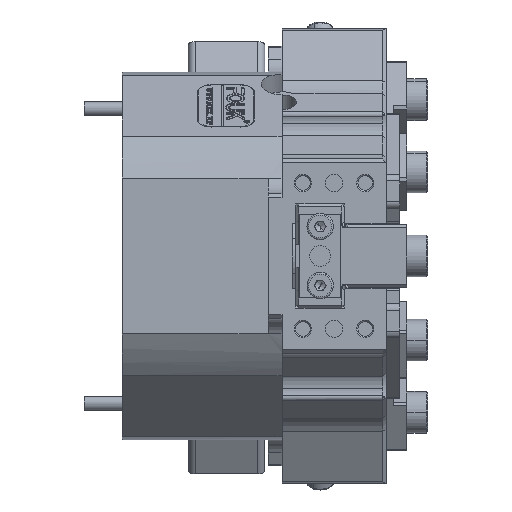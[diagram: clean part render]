
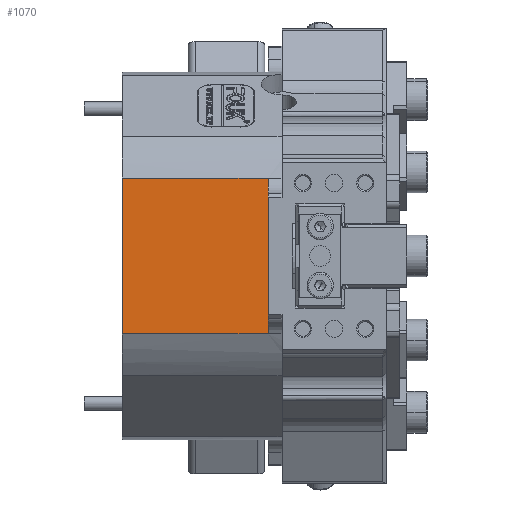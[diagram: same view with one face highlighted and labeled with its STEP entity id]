
A CAD part, left-side view. The second image highlights one B-rep face of the part: STEP entity #1070.
In plain terms, the highlighted planar face has unit normal (-1, 0, 0).
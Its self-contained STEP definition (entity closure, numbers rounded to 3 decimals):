
#1070 = ADVANCED_FACE ( 'NONE', ( #41352 ), #8616, .T. ) ;
#2919 = VECTOR ( 'NONE', #25279, 1000. ) ;
#4004 = CARTESIAN_POINT ( 'NONE',  ( 46.894, -12.894, 30.764 ) ) ;
#7549 = CARTESIAN_POINT ( 'NONE',  ( 46.894, -33.894, 30.764 ) ) ;
#8470 = DIRECTION ( 'NONE',  ( -1., 0., 0. ) ) ;
#8616 = PLANE ( 'NONE',  #20500 ) ;
#8879 = CARTESIAN_POINT ( 'NONE',  ( 46.894, -33.894, 53.236 ) ) ;
#9024 = LINE ( 'NONE', #23251, #29890 ) ;
#9691 = VERTEX_POINT ( 'NONE', #4004 ) ;
#10164 = DIRECTION ( 'NONE',  ( 0., 1., 0. ) ) ;
#11755 = CARTESIAN_POINT ( 'NONE',  ( 46.894, -35.394, 29.526 ) ) ;
#13476 = ORIENTED_EDGE ( 'NONE', *, *, #28850, .F. ) ;
#13623 = LINE ( 'NONE', #24443, #20279 ) ;
#15152 = DIRECTION ( 'NONE',  ( 0., -1., 0. ) ) ;
#17303 = VERTEX_POINT ( 'NONE', #27769 ) ;
#17548 = ORIENTED_EDGE ( 'NONE', *, *, #21300, .F. ) ;
#18703 = EDGE_LOOP ( 'NONE', ( #17548, #34352, #26913, #13476 ) ) ;
#20279 = VECTOR ( 'NONE', #34393, 1000. ) ;
#20392 = VERTEX_POINT ( 'NONE', #7549 ) ;
#20500 = AXIS2_PLACEMENT_3D ( 'NONE', #11755, #8470, #15152 ) ;
#21300 = EDGE_CURVE ( 'NONE', #39624, #20392, #33006, .T. ) ;
#23251 = CARTESIAN_POINT ( 'NONE',  ( 46.894, -33.894, 30.764 ) ) ;
#24443 = CARTESIAN_POINT ( 'NONE',  ( 46.894, -12.894, 42. ) ) ;
#25279 = DIRECTION ( 'NONE',  ( 0., 0., -1. ) ) ;
#26290 = CARTESIAN_POINT ( 'NONE',  ( 46.894, -35.894, 53.236 ) ) ;
#26842 = VECTOR ( 'NONE', #29430, 1000. ) ;
#26913 = ORIENTED_EDGE ( 'NONE', *, *, #36201, .F. ) ;
#27769 = CARTESIAN_POINT ( 'NONE',  ( 46.894, -12.894, 53.236 ) ) ;
#28187 = EDGE_CURVE ( 'NONE', #17303, #39624, #39061, .T. ) ;
#28824 = CARTESIAN_POINT ( 'NONE',  ( 46.894, -33.894, 0. ) ) ;
#28850 = EDGE_CURVE ( 'NONE', #20392, #9691, #9024, .T. ) ;
#29430 = DIRECTION ( 'NONE',  ( 0., -1., 0. ) ) ;
#29890 = VECTOR ( 'NONE', #10164, 1000. ) ;
#33006 = LINE ( 'NONE', #28824, #2919 ) ;
#34352 = ORIENTED_EDGE ( 'NONE', *, *, #28187, .F. ) ;
#34393 = DIRECTION ( 'NONE',  ( 0., 0., 1. ) ) ;
#36201 = EDGE_CURVE ( 'NONE', #9691, #17303, #13623, .T. ) ;
#39061 = LINE ( 'NONE', #26290, #26842 ) ;
#39624 = VERTEX_POINT ( 'NONE', #8879 ) ;
#41352 = FACE_OUTER_BOUND ( 'NONE', #18703, .T. ) ;
